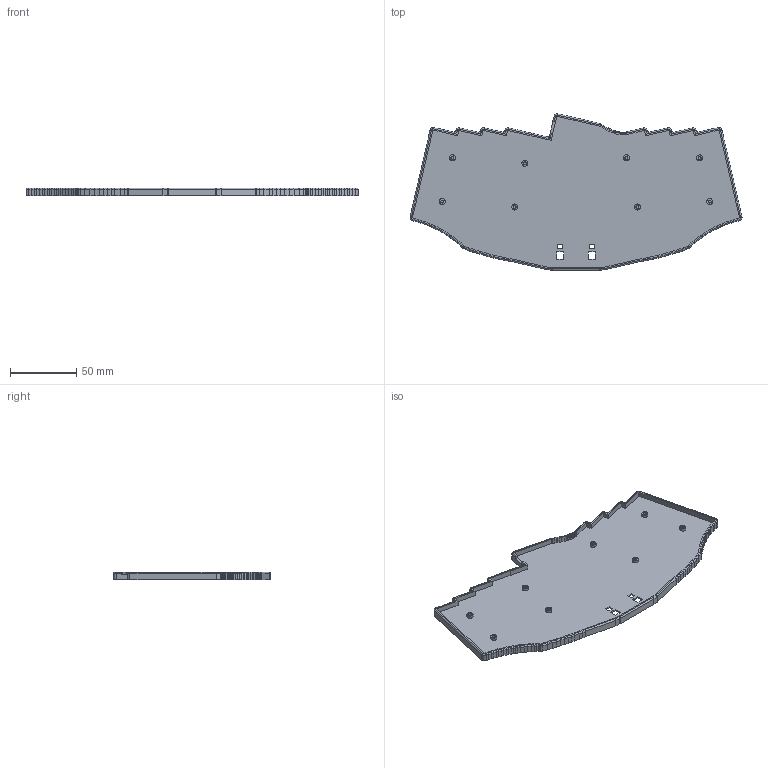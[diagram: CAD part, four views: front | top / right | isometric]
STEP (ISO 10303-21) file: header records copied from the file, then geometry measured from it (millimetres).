
FILE_DESCRIPTION(/* description */ (''),/* implementation_level */ '2;1');
FILE_NAME(/* name */ 'reviung_ish_case.step',/* time_stamp */ '2022-05-10T20:55:43+03:00',/* author */ (''),/* organization */ (''),/* preprocessor_version */ 'ST-DEVELOPER v18.1',/* originating_system */ 'Autodesk Translation Framework v10.14.0.1471',/* authorisation */ '');
FILE_SCHEMA (('AUTOMOTIVE_DESIGN { 1 0 10303 214 3 1 1 }'));
Length unit declared in the file: millimetre
Products named in the file (2): reviung_ish_case; reviung_ish_case_1
Assembly tree (1 placements, depth 2):
  reviung_ish_case
    reviung_ish_case_1
Bounding box: 251.5 x 118.61 x 6 mm (x, y, z)
Volume: 50285 mm3; surface area: 51929.5 mm2
Topology: 1 solids, 1 shells, 459 faces, 1174 edges, 728 vertices
Faces by surface type: plane 278, cylinder 154, torus 18, bspline 9
Full cylindrical faces by diameter (mm): 2.2 x8, 4.6 x8
Entity records: 14642 total; most frequent: CARTESIAN_POINT 3446, ORIENTED_EDGE 2330, DIRECTION 2266, EDGE_CURVE 1165, LINE 922, VECTOR 922, VERTEX_POINT 728, AXIS2_PLACEMENT_3D 672
